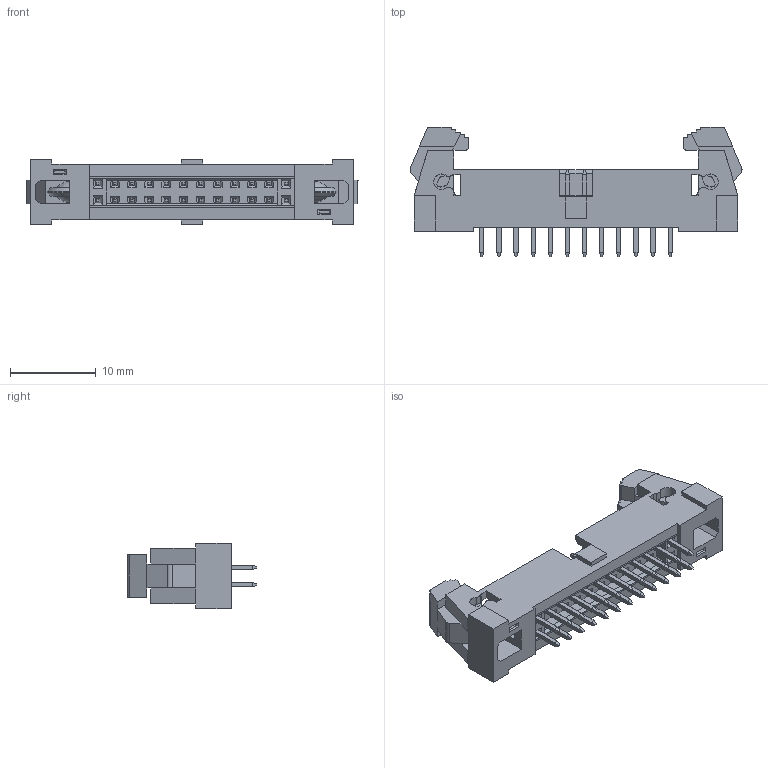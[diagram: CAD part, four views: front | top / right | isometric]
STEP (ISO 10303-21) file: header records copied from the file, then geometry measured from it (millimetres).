
FILE_DESCRIPTION( ('This file contains a STEP AP42 implementation' ,'as created by ZW3D STEP Interface translator.') ,'2;1' );
FILE_NAME( '3221-XXSXXBSX1.stp' ,'231128.1432 9', (''), ('ZWCAD Software Co.'), 'Version 1.0', 'ZW3D to STEP translator', '' );
FILE_SCHEMA(('AUTOMOTIVE_DESIGN { 1 0 10303 214 1 1 1 1 }'));
Length unit declared in the file: millimetre
Products named in the file (2): 0; 3221-24SXXBST1
Bounding box: 38.78 x 15.16 x 7.62 mm (x, y, z)
Volume: 1348.6 mm3; surface area: 2264.4 mm2
Topology: 1 solids, 1 shells, 840 faces, 2181 edges, 1360 vertices
Faces by surface type: plane 752, bspline 74, cone 8, sphere 4, cylinder 2
Entity records: 27048 total; most frequent: CARTESIAN_POINT 6017, ORIENTED_EDGE 4362, DIRECTION 3829, EDGE_CURVE 2181, VECTOR 1943, LINE 1943, VERTEX_POINT 1360, AXIS2_PLACEMENT_3D 943
